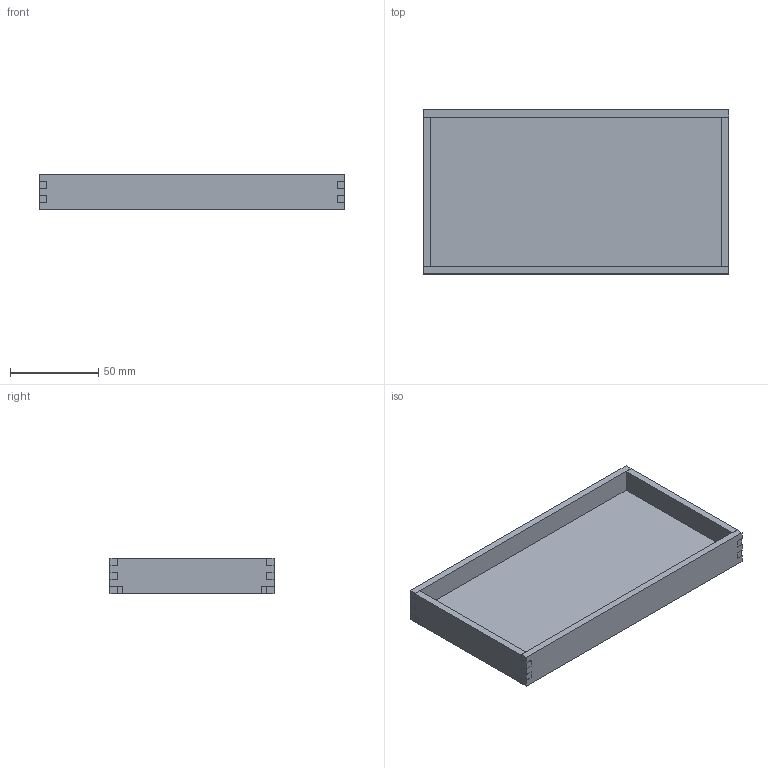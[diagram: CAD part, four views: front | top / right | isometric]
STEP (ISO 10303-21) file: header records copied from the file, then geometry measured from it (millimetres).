
FILE_DESCRIPTION(/* description */ (''),/* implementation_level */ '2;1');
FILE_NAME(/* name */ 'for a phone.step',/* time_stamp */ '2025-11-05T23:04:23+02:00',/* author */ (''),/* organization */ (''),/* preprocessor_version */ 'ST-DEVELOPER v20.1',/* originating_system */ 'Autodesk Translation Framework v14.17.0.0',/* authorisation */ '');
FILE_SCHEMA (('AUTOMOTIVE_DESIGN { 1 0 10303 214 3 1 1 }'));
Length unit declared in the file: millimetre
Products named in the file (6): 2025-08-29-02-11-23-855; 2025-08-29-02-14-41-660; 2025-08-29-02-16-35-020; 2025-08-29-03-41-12-370; 2025-08-29-03-54-43-361; 2025-08-29-04-16-02-350
Assembly tree (5 placements, depth 2):
  2025-08-29-02-11-23-855
    2025-08-29-02-14-41-660
    2025-08-29-02-16-35-020
    2025-08-29-03-41-12-370
    2025-08-29-03-54-43-361
    2025-08-29-04-16-02-350
Bounding box: 173.28 x 93 x 20.07 mm (x, y, z)
Volume: 97623 mm3; surface area: 63692 mm2
Topology: 6 solids, 6 shells, 122 faces, 324 edges, 214 vertices
Faces by surface type: plane 122
Entity records: 3882 total; most frequent: CARTESIAN_POINT 671, ORIENTED_EDGE 648, DIRECTION 590, LINE 324, VECTOR 324, EDGE_CURVE 324, VERTEX_POINT 214, AXIS2_PLACEMENT_3D 133
